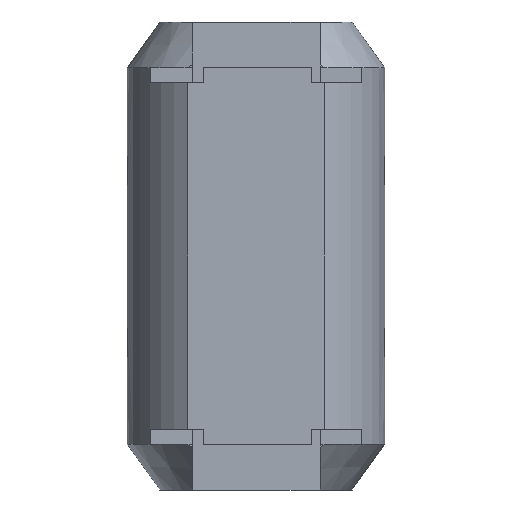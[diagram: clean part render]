
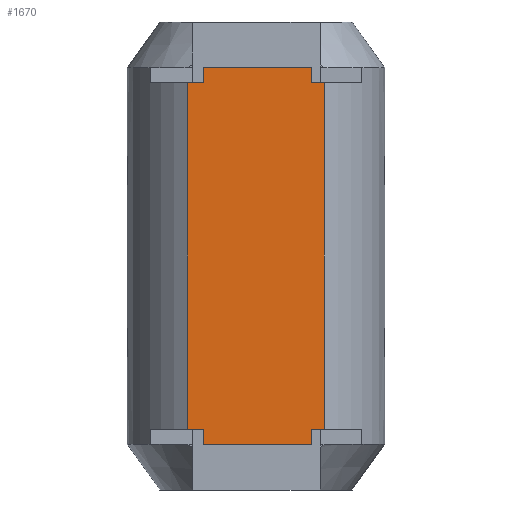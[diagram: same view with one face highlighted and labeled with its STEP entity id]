
A CAD part, front view. The second image highlights one B-rep face of the part: STEP entity #1670.
In plain terms, the highlighted planar face has unit normal (0, -1, 0).
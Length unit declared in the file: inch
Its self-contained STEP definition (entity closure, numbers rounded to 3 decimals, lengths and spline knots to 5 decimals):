
#12 = ORIENTED_EDGE ( 'NONE', *, *, #159, .F. ) ;
#36 = VERTEX_POINT ( 'NONE', #2985 ) ;
#108 = DIRECTION ( 'NONE',  ( 0., 0., 1. ) ) ;
#147 = CARTESIAN_POINT ( 'NONE',  ( 0.13988, -0.27559, -0.43715 ) ) ;
#159 = EDGE_CURVE ( 'NONE', #401, #2883, #1107, .T. ) ;
#208 = CARTESIAN_POINT ( 'NONE',  ( 0.17189, -0.27559, 0.43715 ) ) ;
#216 = VERTEX_POINT ( 'NONE', #3365 ) ;
#308 = EDGE_CURVE ( 'NONE', #216, #3894, #877, .T. ) ;
#335 = EDGE_CURVE ( 'NONE', #2794, #4201, #1947, .T. ) ;
#370 = CARTESIAN_POINT ( 'NONE',  ( 0.13988, -0.27559, 0.53715 ) ) ;
#401 = VERTEX_POINT ( 'NONE', #2893 ) ;
#465 = AXIS2_PLACEMENT_3D ( 'NONE', #1797, #4036, #2197 ) ;
#469 = CARTESIAN_POINT ( 'NONE',  ( 0.17189, -0.27559, 0.59055 ) ) ;
#498 = VECTOR ( 'NONE', #4381, 39.37008 ) ;
#585 = CARTESIAN_POINT ( 'NONE',  ( -0.17189, -0.27559, 0.59055 ) ) ;
#605 = EDGE_LOOP ( 'NONE', ( #2188, #1428, #3134, #1954, #710, #3395, #2513, #4397, #3168, #4131, #12, #1175 ) ) ;
#633 = CARTESIAN_POINT ( 'NONE',  ( -0.13322, -0.27559, 0.47555 ) ) ;
#636 = EDGE_CURVE ( 'NONE', #3894, #3209, #2259, .T. ) ;
#681 = VERTEX_POINT ( 'NONE', #208 ) ;
#710 = ORIENTED_EDGE ( 'NONE', *, *, #2779, .F. ) ;
#750 = DIRECTION ( 'NONE',  ( 0., 0., -1. ) ) ;
#877 = LINE ( 'NONE', #1185, #4278 ) ;
#937 = VECTOR ( 'NONE', #2357, 39.37008 ) ;
#1058 = EDGE_CURVE ( 'NONE', #36, #3107, #1104, .T. ) ;
#1067 = VECTOR ( 'NONE', #4775, 39.37008 ) ;
#1104 = LINE ( 'NONE', #370, #1937 ) ;
#1107 = LINE ( 'NONE', #2273, #3912 ) ;
#1122 = DIRECTION ( 'NONE',  ( 0., 0., -1. ) ) ;
#1175 = ORIENTED_EDGE ( 'NONE', *, *, #3006, .F. ) ;
#1180 = DIRECTION ( 'NONE',  ( 1., 0., 0. ) ) ;
#1185 = CARTESIAN_POINT ( 'NONE',  ( -0.3248, -0.27559, -0.43715 ) ) ;
#1223 = CARTESIAN_POINT ( 'NONE',  ( -0.23998, -0.27559, -0.47555 ) ) ;
#1417 = CARTESIAN_POINT ( 'NONE',  ( -0.17189, -0.27559, 0.43715 ) ) ;
#1428 = ORIENTED_EDGE ( 'NONE', *, *, #636, .F. ) ;
#1444 = CARTESIAN_POINT ( 'NONE',  ( -0.13322, -0.27559, 0.53715 ) ) ;
#1670 = ADVANCED_FACE ( 'NONE', ( #3305 ), #4428, .F. ) ;
#1797 = CARTESIAN_POINT ( 'NONE',  ( -0.23998, -0.27559, -0.59055 ) ) ;
#1937 = VECTOR ( 'NONE', #1122, 39.37008 ) ;
#1947 = LINE ( 'NONE', #4520, #937 ) ;
#1949 = CARTESIAN_POINT ( 'NONE',  ( -0.13322, -0.27559, 0.43715 ) ) ;
#1954 = ORIENTED_EDGE ( 'NONE', *, *, #2129, .F. ) ;
#1957 = DIRECTION ( 'NONE',  ( 0., 0., -1. ) ) ;
#2091 = CARTESIAN_POINT ( 'NONE',  ( 0.13988, -0.27559, 0.43715 ) ) ;
#2129 = EDGE_CURVE ( 'NONE', #681, #216, #3347, .T. ) ;
#2188 = ORIENTED_EDGE ( 'NONE', *, *, #2243, .F. ) ;
#2197 = DIRECTION ( 'NONE',  ( 0., 0., 1. ) ) ;
#2243 = EDGE_CURVE ( 'NONE', #3209, #3622, #4554, .T. ) ;
#2257 = VECTOR ( 'NONE', #750, 39.37008 ) ;
#2259 = LINE ( 'NONE', #3692, #2257 ) ;
#2273 = CARTESIAN_POINT ( 'NONE',  ( -0.3248, -0.27559, -0.43715 ) ) ;
#2290 = VECTOR ( 'NONE', #108, 39.37008 ) ;
#2357 = DIRECTION ( 'NONE',  ( 1., 0., 0. ) ) ;
#2396 = DIRECTION ( 'NONE',  ( -1., 0., 0. ) ) ;
#2400 = VECTOR ( 'NONE', #1957, 39.37008 ) ;
#2465 = CARTESIAN_POINT ( 'NONE',  ( -0.17189, -0.27559, -0.43715 ) ) ;
#2513 = ORIENTED_EDGE ( 'NONE', *, *, #4676, .F. ) ;
#2603 = VECTOR ( 'NONE', #4288, 39.37008 ) ;
#2695 = DIRECTION ( 'NONE',  ( -1., 0., 0. ) ) ;
#2717 = CARTESIAN_POINT ( 'NONE',  ( -0.23998, -0.27559, 0.47555 ) ) ;
#2741 = LINE ( 'NONE', #2717, #4120 ) ;
#2779 = EDGE_CURVE ( 'NONE', #3107, #681, #4647, .T. ) ;
#2788 = EDGE_CURVE ( 'NONE', #2883, #2794, #3922, .T. ) ;
#2794 = VERTEX_POINT ( 'NONE', #1417 ) ;
#2805 = CARTESIAN_POINT ( 'NONE',  ( -0.3248, -0.27559, 0.43715 ) ) ;
#2883 = VERTEX_POINT ( 'NONE', #2465 ) ;
#2893 = CARTESIAN_POINT ( 'NONE',  ( -0.13322, -0.27559, -0.43715 ) ) ;
#2985 = CARTESIAN_POINT ( 'NONE',  ( 0.13988, -0.27559, 0.47555 ) ) ;
#3006 = EDGE_CURVE ( 'NONE', #3622, #401, #3444, .T. ) ;
#3107 = VERTEX_POINT ( 'NONE', #2091 ) ;
#3134 = ORIENTED_EDGE ( 'NONE', *, *, #308, .F. ) ;
#3168 = ORIENTED_EDGE ( 'NONE', *, *, #335, .F. ) ;
#3209 = VERTEX_POINT ( 'NONE', #4393 ) ;
#3294 = LINE ( 'NONE', #1444, #1067 ) ;
#3305 = FACE_OUTER_BOUND ( 'NONE', #605, .T. ) ;
#3319 = DIRECTION ( 'NONE',  ( -1., 0., 0. ) ) ;
#3347 = LINE ( 'NONE', #469, #2400 ) ;
#3365 = CARTESIAN_POINT ( 'NONE',  ( 0.17189, -0.27559, -0.43715 ) ) ;
#3395 = ORIENTED_EDGE ( 'NONE', *, *, #1058, .F. ) ;
#3444 = LINE ( 'NONE', #4512, #2290 ) ;
#3622 = VERTEX_POINT ( 'NONE', #4731 ) ;
#3692 = CARTESIAN_POINT ( 'NONE',  ( 0.13988, -0.27559, -0.53715 ) ) ;
#3699 = EDGE_CURVE ( 'NONE', #4201, #4433, #3294, .T. ) ;
#3894 = VERTEX_POINT ( 'NONE', #147 ) ;
#3912 = VECTOR ( 'NONE', #3319, 39.37008 ) ;
#3922 = LINE ( 'NONE', #585, #498 ) ;
#3960 = VECTOR ( 'NONE', #2396, 39.37008 ) ;
#4036 = DIRECTION ( 'NONE',  ( 0., 1., 0. ) ) ;
#4120 = VECTOR ( 'NONE', #1180, 39.37008 ) ;
#4131 = ORIENTED_EDGE ( 'NONE', *, *, #2788, .F. ) ;
#4201 = VERTEX_POINT ( 'NONE', #1949 ) ;
#4278 = VECTOR ( 'NONE', #2695, 39.37008 ) ;
#4288 = DIRECTION ( 'NONE',  ( 1., 0., 0. ) ) ;
#4381 = DIRECTION ( 'NONE',  ( 0., 0., 1. ) ) ;
#4393 = CARTESIAN_POINT ( 'NONE',  ( 0.13988, -0.27559, -0.47555 ) ) ;
#4397 = ORIENTED_EDGE ( 'NONE', *, *, #3699, .F. ) ;
#4428 = PLANE ( 'NONE',  #465 ) ;
#4433 = VERTEX_POINT ( 'NONE', #633 ) ;
#4512 = CARTESIAN_POINT ( 'NONE',  ( -0.13322, -0.27559, -0.53715 ) ) ;
#4520 = CARTESIAN_POINT ( 'NONE',  ( -0.3248, -0.27559, 0.43715 ) ) ;
#4554 = LINE ( 'NONE', #1223, #3960 ) ;
#4647 = LINE ( 'NONE', #2805, #2603 ) ;
#4676 = EDGE_CURVE ( 'NONE', #4433, #36, #2741, .T. ) ;
#4731 = CARTESIAN_POINT ( 'NONE',  ( -0.13322, -0.27559, -0.47555 ) ) ;
#4775 = DIRECTION ( 'NONE',  ( 0., 0., 1. ) ) ;
